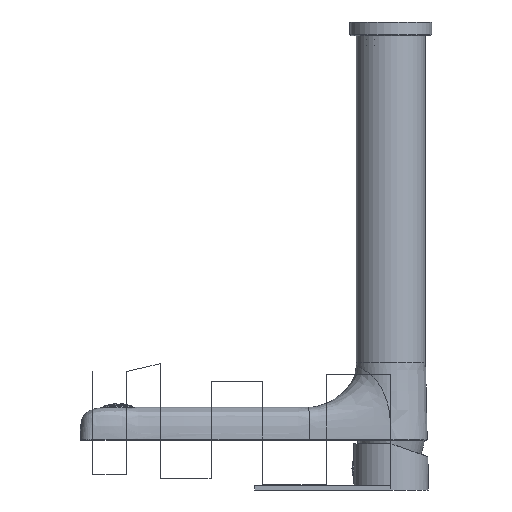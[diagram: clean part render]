
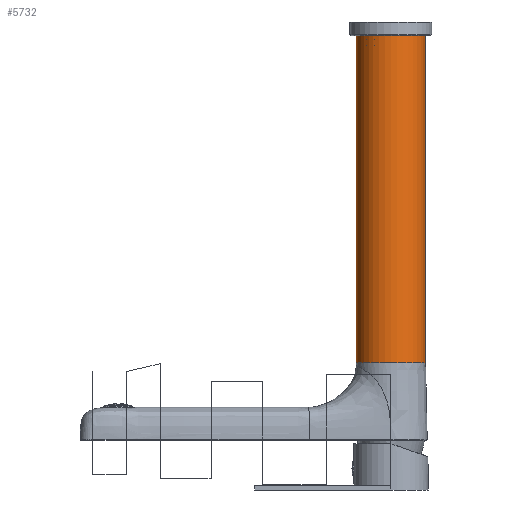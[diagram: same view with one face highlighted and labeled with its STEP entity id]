
A CAD part, left-side view. The second image highlights one B-rep face of the part: STEP entity #5732.
In plain terms, the highlighted cylindrical face has radius 21 mm (diameter 42 mm), a partial arc.
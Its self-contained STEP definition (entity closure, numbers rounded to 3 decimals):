
#683=CARTESIAN_POINT('',(0.,21.,-198.));
#685=CARTESIAN_POINT('',(0.,0.,-198.));
#686=DIRECTION('',(0.,0.,1.));
#687=DIRECTION('',(0.,1.,0.));
#688=AXIS2_PLACEMENT_3D('',#685,#686,#687);
#1204=DIRECTION('',(0.,0.,1.));
#1205=VECTOR('',#1204,198.);
#1206=CARTESIAN_POINT('',(0.,21.,-198.));
#1207=LINE('',#1206,#1205);
#1208=DIRECTION('',(0.,0.,1.));
#1209=VECTOR('',#1208,198.);
#1210=CARTESIAN_POINT('',(0.,-21.,-198.));
#1211=LINE('',#1210,#1209);
#1222=CARTESIAN_POINT('',(0.,0.,0.));
#1223=DIRECTION('',(0.,0.,1.));
#1224=DIRECTION('',(0.,1.,0.));
#1225=AXIS2_PLACEMENT_3D('',#1222,#1223,#1224);
#1461=VERTEX_POINT('',#683);
#1462=CARTESIAN_POINT('',(0.,21.,0.));
#1463=VERTEX_POINT('',#1462);
#1464=CARTESIAN_POINT('',(0.,-21.,-198.));
#1465=CARTESIAN_POINT('',(0.,-21.,0.));
#1466=VERTEX_POINT('',#1464);
#1467=VERTEX_POINT('',#1465);
#5720=CARTESIAN_POINT('',(0.,0.,12.25));
#5721=DIRECTION('',(0.,0.,1.));
#5722=DIRECTION('',(0.,-1.,0.));
#5723=AXIS2_PLACEMENT_3D('',#5720,#5721,#5722);
#5724=CYLINDRICAL_SURFACE('',#5723,21.);
#5725=ORIENTED_EDGE('',*,*,#5710,.T.);
#5727=ORIENTED_EDGE('',*,*,#5726,.T.);
#5728=ORIENTED_EDGE('',*,*,#5713,.F.);
#5729=ORIENTED_EDGE('',*,*,#2965,.F.);
#5730=EDGE_LOOP('',(#5725,#5727,#5728,#5729));
#5731=FACE_OUTER_BOUND('',#5730,.F.);
#5732=ADVANCED_FACE('',(#5731),#5724,.T.);
#689=CIRCLE('',#688,21.);
#1226=CIRCLE('',#1225,21.);
#2965=EDGE_CURVE('',#1461,#1466,#689,.T.);
#5710=EDGE_CURVE('',#1461,#1463,#1207,.T.);
#5713=EDGE_CURVE('',#1466,#1467,#1211,.T.);
#5726=EDGE_CURVE('',#1463,#1467,#1226,.T.);
